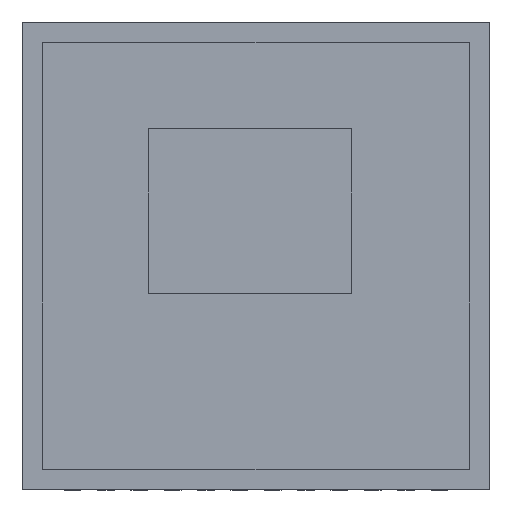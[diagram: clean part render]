
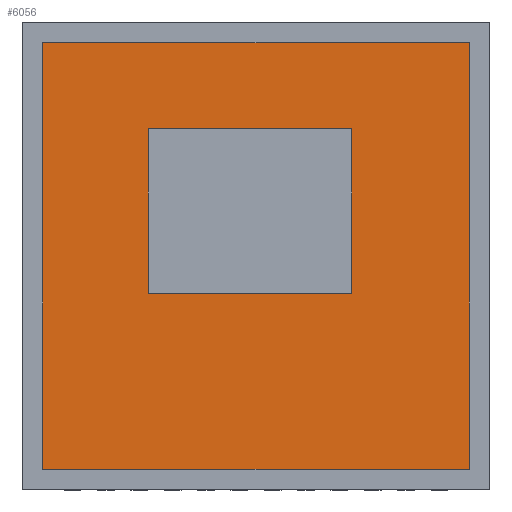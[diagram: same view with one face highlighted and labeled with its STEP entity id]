
A CAD part, top view. The second image highlights one B-rep face of the part: STEP entity #6056.
In plain terms, the highlighted planar face has unit normal (0, 0, 1).
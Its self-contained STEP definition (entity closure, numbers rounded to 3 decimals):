
#14=FACE_BOUND('',#330,.T.);
#25=FACE_OUTER_BOUND('',#329,.T.);
#329=EDGE_LOOP('',(#3962,#3963,#3964,#3965));
#330=EDGE_LOOP('',(#3966,#3967,#3968,#3969));
#626=LINE('',#8171,#1526);
#630=LINE('',#8179,#1530);
#633=LINE('',#8185,#1533);
#636=LINE('',#8190,#1536);
#640=LINE('',#8200,#1540);
#644=LINE('',#8207,#1544);
#647=LINE('',#8213,#1547);
#649=LINE('',#8216,#1549);
#1526=VECTOR('',#6661,5.);
#1530=VECTOR('',#6667,6.2);
#1533=VECTOR('',#6672,5.);
#1536=VECTOR('',#6677,6.2);
#1540=VECTOR('',#6685,13.);
#1544=VECTOR('',#6691,13.);
#1547=VECTOR('',#6696,13.);
#1549=VECTOR('',#6700,13.);
#2426=VERTEX_POINT('',#8169);
#2427=VERTEX_POINT('',#8170);
#2430=VERTEX_POINT('',#8178);
#2432=VERTEX_POINT('',#8184);
#2436=VERTEX_POINT('',#8197);
#2437=VERTEX_POINT('',#8199);
#2439=VERTEX_POINT('',#8205);
#2441=VERTEX_POINT('',#8211);
#3026=EDGE_CURVE('',#2426,#2427,#626,.T.);
#3030=EDGE_CURVE('',#2427,#2430,#630,.T.);
#3033=EDGE_CURVE('',#2430,#2432,#633,.T.);
#3036=EDGE_CURVE('',#2432,#2426,#636,.T.);
#3040=EDGE_CURVE('',#2436,#2437,#640,.T.);
#3044=EDGE_CURVE('',#2439,#2436,#644,.T.);
#3047=EDGE_CURVE('',#2441,#2439,#647,.T.);
#3049=EDGE_CURVE('',#2437,#2441,#649,.T.);
#3962=ORIENTED_EDGE('',*,*,#3049,.F.);
#3963=ORIENTED_EDGE('',*,*,#3040,.F.);
#3964=ORIENTED_EDGE('',*,*,#3044,.F.);
#3965=ORIENTED_EDGE('',*,*,#3047,.F.);
#3966=ORIENTED_EDGE('',*,*,#3026,.T.);
#3967=ORIENTED_EDGE('',*,*,#3030,.T.);
#3968=ORIENTED_EDGE('',*,*,#3033,.T.);
#3969=ORIENTED_EDGE('',*,*,#3036,.T.);
#5735=PLANE('',#6362);
#6056=ADVANCED_FACE('',(#25,#14),#5735,.F.);
#6362=AXIS2_PLACEMENT_3D('',#8217,#6701,#6702);
#6661=DIRECTION('',(0.,1.,0.));
#6667=DIRECTION('',(1.,0.,0.));
#6672=DIRECTION('',(0.,-1.,0.));
#6677=DIRECTION('',(-1.,0.,0.));
#6685=DIRECTION('',(0.,-1.,0.));
#6691=DIRECTION('',(1.,0.,0.));
#6696=DIRECTION('',(0.,1.,0.));
#6700=DIRECTION('',(-1.,0.,0.));
#6701=DIRECTION('center_axis',(0.,0.,-1.));
#6702=DIRECTION('ref_axis',(-1.,0.,0.));
#8169=CARTESIAN_POINT('',(-3.28,-1.13,0.65));
#8170=CARTESIAN_POINT('',(-3.28,3.87,0.65));
#8171=CARTESIAN_POINT('',(-3.28,1.935,0.65));
#8178=CARTESIAN_POINT('',(2.92,3.87,0.65));
#8179=CARTESIAN_POINT('',(1.46,3.87,0.65));
#8184=CARTESIAN_POINT('',(2.92,-1.13,0.65));
#8185=CARTESIAN_POINT('',(2.92,-0.565,0.65));
#8190=CARTESIAN_POINT('',(-1.64,-1.13,0.65));
#8197=CARTESIAN_POINT('',(6.5,6.5,0.65));
#8199=CARTESIAN_POINT('',(6.5,-6.5,0.65));
#8200=CARTESIAN_POINT('',(6.5,-6.5,0.65));
#8205=CARTESIAN_POINT('',(-6.5,6.5,0.65));
#8207=CARTESIAN_POINT('',(6.5,6.5,0.65));
#8211=CARTESIAN_POINT('',(-6.5,-6.5,0.65));
#8213=CARTESIAN_POINT('',(-6.5,6.5,0.65));
#8216=CARTESIAN_POINT('',(-6.5,-6.5,0.65));
#8217=CARTESIAN_POINT('Origin',(0.,0.,0.65));
